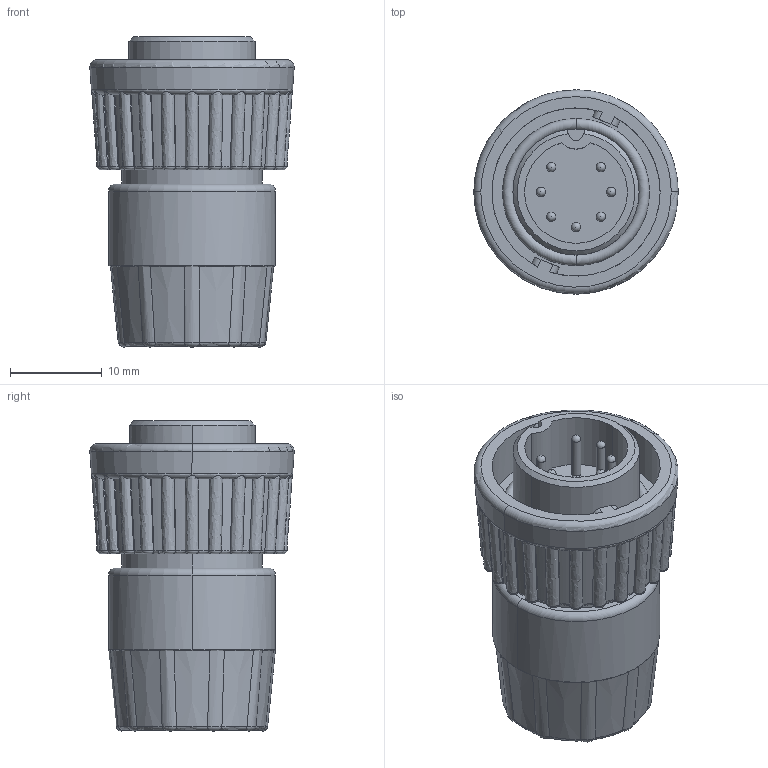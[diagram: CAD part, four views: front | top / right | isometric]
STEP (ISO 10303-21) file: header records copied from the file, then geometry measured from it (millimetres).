
FILE_DESCRIPTION (( 'STEP AP203' ), '1' );
FILE_NAME ('3280-7PG-3XX.STEP', '2018-07-30T19:55:25', ( '' ), ( '' ), 'SwSTEP 2.0', 'SolidWorks 2017', '' );
FILE_SCHEMA (( 'CONFIG_CONTROL_DESIGN' ));
Length unit declared in the file: inch
Products named in the file (1): 3280-7PG-3XX
Bounding box: 22.22 x 22.22 x 33.73 mm (x, y, z)
Volume: 7468.8 mm3; surface area: 3939.9 mm2
Topology: 1 solids, 1 shells, 289 faces, 810 edges, 531 vertices
Faces by surface type: bspline 107, plane 53, torus 41, cylinder 38, cone 38, sphere 12
Entity records: 14333 total; most frequent: CARTESIAN_POINT 8301, ORIENTED_EDGE 1578, DIRECTION 846, EDGE_CURVE 789, VERTEX_POINT 517, B_SPLINE_CURVE_WITH_KNOTS 387, AXIS2_PLACEMENT_3D 378, EDGE_LOOP 304
